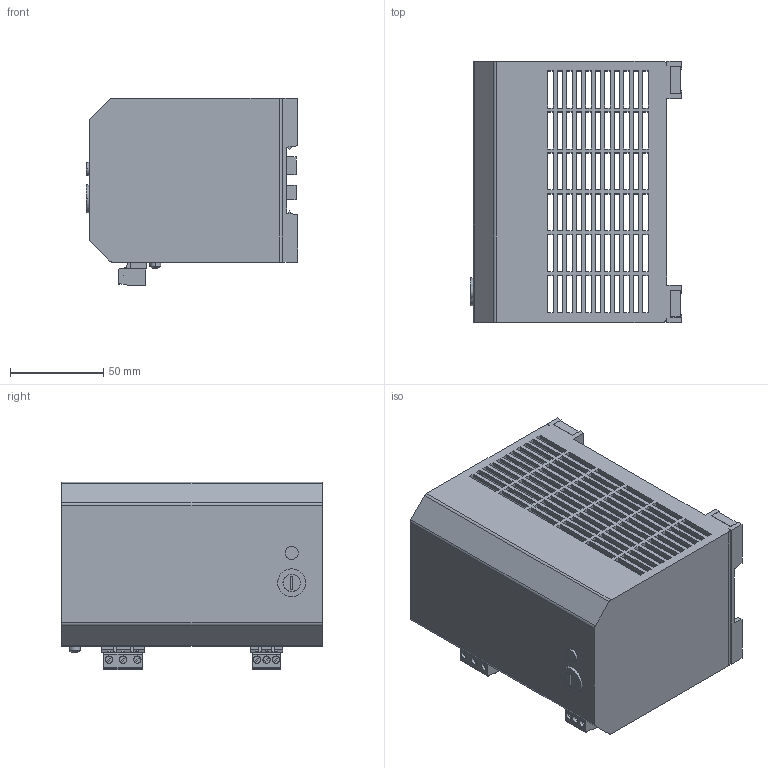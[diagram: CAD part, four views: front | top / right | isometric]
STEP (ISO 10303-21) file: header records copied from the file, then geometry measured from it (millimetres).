
FILE_DESCRIPTION((''),'2;1');
FILE_NAME('KFA6_MAIN_ASM','2009-11-11T',('JSchaeffner'),(''),'PRO/ENGINEER BY PARAMETRIC TECHNOLOGY CORPORATION, 2006140','PRO/ENGINEER BY PARAMETRIC TECHNOLOGY CORPORATION, 2006140','');
FILE_SCHEMA(('CONFIG_CONTROL_DESIGN'));
Length unit declared in the file: millimetre
Products named in the file (7): KFA6_BODY; KFA6_QUICKLOCK; KFA6_PHOENIX_STECKER_RECHTS; KFA6_PHOENIX_STECKER_LINKS; DM_GMSTB_2_5-3-ST-7_62-90200; DM_MSTB_2_5-3-ST-5_08_PF_GREEN; KFA6_MAIN_ASM
Assembly tree (9 placements, depth 2):
  KFA6_MAIN_ASM
    KFA6_BODY
    KFA6_QUICKLOCK  x4
    KFA6_PHOENIX_STECKER_RECHTS
    KFA6_PHOENIX_STECKER_LINKS
    DM_GMSTB_2_5-3-ST-7_62-90200
    DM_MSTB_2_5-3-ST-5_08_PF_GREEN
Bounding box: 113.5 x 140 x 100.7 mm (x, y, z)
Volume: 508579.1 mm3; surface area: 135847.1 mm2
Topology: 8 solids, 17 shells, 1810 faces, 4801 edges, 3084 vertices
Faces by surface type: plane 1498, cylinder 256, sphere 26, bspline 18, cone 12
Entity records: 75830 total; most frequent: CARTESIAN_POINT 11002, ORIENTED_EDGE 9378, DIRECTION 8779, PRESENTATION_STYLE_ASSIGNMENT 5445, STYLED_ITEM 4713, CURVE_STYLE 4703, EDGE_CURVE 4703, VECTOR 3901
